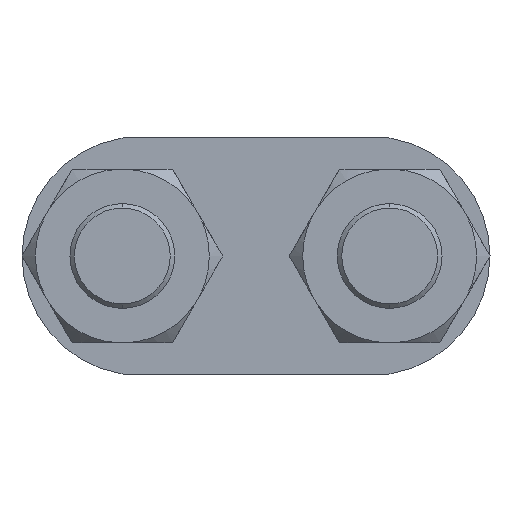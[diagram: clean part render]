
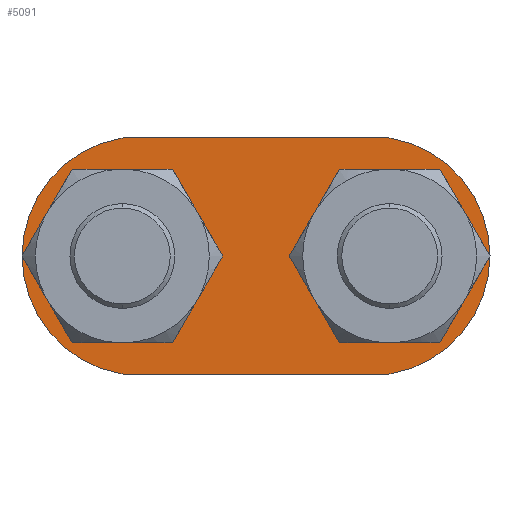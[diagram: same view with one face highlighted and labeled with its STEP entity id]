
A CAD part, front view. The second image highlights one B-rep face of the part: STEP entity #5091.
In plain terms, the highlighted planar face has unit normal (0, -1, 0).
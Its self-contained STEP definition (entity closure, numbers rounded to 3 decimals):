
#83 = EDGE_CURVE ( 'NONE', #5214, #2359, #2452, .T. ) ;
#179 = CIRCLE ( 'NONE', #6660, 3.1 ) ;
#209 = VERTEX_POINT ( 'NONE', #4438 ) ;
#275 = FACE_BOUND ( 'NONE', #6386, .T. ) ;
#325 = EDGE_LOOP ( 'NONE', ( #6351, #2074 ) ) ;
#354 = PLANE ( 'NONE',  #6172 ) ;
#371 = ORIENTED_EDGE ( 'NONE', *, *, #870, .F. ) ;
#495 = CARTESIAN_POINT ( 'NONE',  ( 6.094, 0., -5.284 ) ) ;
#500 = AXIS2_PLACEMENT_3D ( 'NONE', #923, #4223, #6394 ) ;
#543 = CARTESIAN_POINT ( 'NONE',  ( -5.914, 0., 5.3 ) ) ;
#595 = CARTESIAN_POINT ( 'NONE',  ( 5.129, 0., 0. ) ) ;
#664 = CARTESIAN_POINT ( 'NONE',  ( -6., 0., -3.1 ) ) ;
#734 = B_SPLINE_CURVE_WITH_KNOTS ( 'NONE', 3,
 ( #3738, #3289, #1670, #5387 ),
 .UNSPECIFIED., .F., .F.,
 ( 4, 4 ),
 ( 0., 0. ),
 .UNSPECIFIED. ) ;
#869 = CARTESIAN_POINT ( 'NONE',  ( -5.129, 0., 0. ) ) ;
#870 = EDGE_CURVE ( 'NONE', #209, #1687, #1441, .T. ) ;
#883 = VERTEX_POINT ( 'NONE', #6787 ) ;
#890 = ORIENTED_EDGE ( 'NONE', *, *, #1290, .F. ) ;
#913 = VERTEX_POINT ( 'NONE', #4129 ) ;
#923 = CARTESIAN_POINT ( 'NONE',  ( 6., 0., 0. ) ) ;
#937 = DIRECTION ( 'NONE',  ( 0., 0., 1. ) ) ;
#1006 = LINE ( 'NONE', #1483, #4375 ) ;
#1028 = CARTESIAN_POINT ( 'NONE',  ( -6.034, 0., 5.295 ) ) ;
#1181 = DIRECTION ( 'NONE',  ( 0., -1., 0. ) ) ;
#1258 = ORIENTED_EDGE ( 'NONE', *, *, #4640, .F. ) ;
#1290 = EDGE_CURVE ( 'NONE', #5214, #1394, #1006, .T. ) ;
#1359 = DIRECTION ( 'NONE',  ( 0., 0., -1. ) ) ;
#1394 = VERTEX_POINT ( 'NONE', #5494 ) ;
#1441 = CIRCLE ( 'NONE', #3698, 5.371 ) ;
#1470 = AXIS2_PLACEMENT_3D ( 'NONE', #2267, #1181, #6087 ) ;
#1483 = CARTESIAN_POINT ( 'NONE',  ( 6., 0., -5.3 ) ) ;
#1510 = DIRECTION ( 'NONE',  ( -1., 0., 0. ) ) ;
#1548 = DIRECTION ( 'NONE',  ( 0., 1., 0. ) ) ;
#1588 = CARTESIAN_POINT ( 'NONE',  ( -5.914, 0., -5.3 ) ) ;
#1654 = EDGE_CURVE ( 'NONE', #6853, #883, #4651, .T. ) ;
#1670 = CARTESIAN_POINT ( 'NONE',  ( 5.975, 0., 5.3 ) ) ;
#1687 = VERTEX_POINT ( 'NONE', #4542 ) ;
#1711 = DIRECTION ( 'NONE',  ( 0., 1., 0. ) ) ;
#1778 = DIRECTION ( 'NONE',  ( 0., 0., -1. ) ) ;
#1926 = CARTESIAN_POINT ( 'NONE',  ( 6., 0., 0. ) ) ;
#2074 = ORIENTED_EDGE ( 'NONE', *, *, #3538, .F. ) ;
#2106 = CARTESIAN_POINT ( 'NONE',  ( -5.975, 0., -5.3 ) ) ;
#2114 = CARTESIAN_POINT ( 'NONE',  ( 5.975, 0., -5.3 ) ) ;
#2267 = CARTESIAN_POINT ( 'NONE',  ( -6., 0., 0. ) ) ;
#2359 = VERTEX_POINT ( 'NONE', #495 ) ;
#2392 = DIRECTION ( 'NONE',  ( 0., -1., 0. ) ) ;
#2396 = CARTESIAN_POINT ( 'NONE',  ( -6., 0., 3.1 ) ) ;
#2452 = B_SPLINE_CURVE_WITH_KNOTS ( 'NONE', 3,
 ( #5340, #2114, #5252, #3159 ),
 .UNSPECIFIED., .F., .F.,
 ( 4, 4 ),
 ( 0., 0. ),
 .UNSPECIFIED. ) ;
#2561 = CIRCLE ( 'NONE', #1470, 3.1 ) ;
#2940 = VERTEX_POINT ( 'NONE', #2396 ) ;
#2987 = CIRCLE ( 'NONE', #5192, 3.1 ) ;
#3090 = AXIS2_PLACEMENT_3D ( 'NONE', #595, #1711, #1778 ) ;
#3159 = CARTESIAN_POINT ( 'NONE',  ( 6.094, 0., -5.284 ) ) ;
#3178 = EDGE_CURVE ( 'NONE', #209, #1394, #4400, .T. ) ;
#3197 = CARTESIAN_POINT ( 'NONE',  ( -6.094, 0., -5.284 ) ) ;
#3289 = CARTESIAN_POINT ( 'NONE',  ( 6.034, 0., 5.295 ) ) ;
#3323 = DIRECTION ( 'NONE',  ( 1., 0., 0. ) ) ;
#3433 = DIRECTION ( 'NONE',  ( 0., 0., 1. ) ) ;
#3538 = EDGE_CURVE ( 'NONE', #2940, #4638, #2561, .T. ) ;
#3554 = ORIENTED_EDGE ( 'NONE', *, *, #1654, .F. ) ;
#3698 = AXIS2_PLACEMENT_3D ( 'NONE', #869, #4663, #937 ) ;
#3738 = CARTESIAN_POINT ( 'NONE',  ( 6.094, 0., 5.284 ) ) ;
#3756 = ORIENTED_EDGE ( 'NONE', *, *, #5162, .T. ) ;
#3823 = ORIENTED_EDGE ( 'NONE', *, *, #83, .T. ) ;
#3873 = VERTEX_POINT ( 'NONE', #6970 ) ;
#3995 = VERTEX_POINT ( 'NONE', #4382 ) ;
#4129 = CARTESIAN_POINT ( 'NONE',  ( 6., 0., -3.1 ) ) ;
#4223 = DIRECTION ( 'NONE',  ( 0., -1., 0. ) ) ;
#4256 = CARTESIAN_POINT ( 'NONE',  ( -5.975, 0., 5.3 ) ) ;
#4274 = ORIENTED_EDGE ( 'NONE', *, *, #3178, .T. ) ;
#4312 = CARTESIAN_POINT ( 'NONE',  ( -6.034, 0., -5.295 ) ) ;
#4318 = FACE_OUTER_BOUND ( 'NONE', #5839, .T. ) ;
#4375 = VECTOR ( 'NONE', #1510, 1000. ) ;
#4382 = CARTESIAN_POINT ( 'NONE',  ( 6., 0., 3.1 ) ) ;
#4400 = B_SPLINE_CURVE_WITH_KNOTS ( 'NONE', 3,
 ( #3197, #4312, #2106, #1588 ),
 .UNSPECIFIED., .F., .F.,
 ( 4, 4 ),
 ( 0., 0. ),
 .UNSPECIFIED. ) ;
#4438 = CARTESIAN_POINT ( 'NONE',  ( -6.094, 0., -5.284 ) ) ;
#4542 = CARTESIAN_POINT ( 'NONE',  ( -6.094, 0., 5.284 ) ) ;
#4605 = DIRECTION ( 'NONE',  ( 0., -1., 0. ) ) ;
#4638 = VERTEX_POINT ( 'NONE', #664 ) ;
#4640 = EDGE_CURVE ( 'NONE', #3873, #2359, #5243, .T. ) ;
#4651 = LINE ( 'NONE', #5503, #5961 ) ;
#4663 = DIRECTION ( 'NONE',  ( 0., 1., 0. ) ) ;
#4712 = EDGE_CURVE ( 'NONE', #3995, #913, #2987, .T. ) ;
#4749 = FACE_BOUND ( 'NONE', #325, .T. ) ;
#4789 = CARTESIAN_POINT ( 'NONE',  ( -5.129, 0., 0. ) ) ;
#4808 = CARTESIAN_POINT ( 'NONE',  ( -6.094, 0., 5.284 ) ) ;
#4874 = ORIENTED_EDGE ( 'NONE', *, *, #4712, .F. ) ;
#5091 = ADVANCED_FACE ( 'NONE', ( #4749, #275, #4318 ), #354, .F. ) ;
#5162 = EDGE_CURVE ( 'NONE', #3873, #883, #734, .T. ) ;
#5192 = AXIS2_PLACEMENT_3D ( 'NONE', #1926, #4605, #1359 ) ;
#5214 = VERTEX_POINT ( 'NONE', #5453 ) ;
#5243 = CIRCLE ( 'NONE', #3090, 5.371 ) ;
#5252 = CARTESIAN_POINT ( 'NONE',  ( 6.034, 0., -5.295 ) ) ;
#5273 = ORIENTED_EDGE ( 'NONE', *, *, #6904, .T. ) ;
#5340 = CARTESIAN_POINT ( 'NONE',  ( 5.914, 0., -5.3 ) ) ;
#5387 = CARTESIAN_POINT ( 'NONE',  ( 5.914, 0., 5.3 ) ) ;
#5424 = EDGE_CURVE ( 'NONE', #4638, #2940, #179, .T. ) ;
#5453 = CARTESIAN_POINT ( 'NONE',  ( 5.914, 0., -5.3 ) ) ;
#5494 = CARTESIAN_POINT ( 'NONE',  ( -5.914, 0., -5.3 ) ) ;
#5503 = CARTESIAN_POINT ( 'NONE',  ( 6., 0., 5.3 ) ) ;
#5596 = CARTESIAN_POINT ( 'NONE',  ( -6., 0., 0. ) ) ;
#5767 = CIRCLE ( 'NONE', #500, 3.1 ) ;
#5839 = EDGE_LOOP ( 'NONE', ( #1258, #3756, #3554, #5273, #371, #4274, #890, #3823 ) ) ;
#5959 = ORIENTED_EDGE ( 'NONE', *, *, #6454, .F. ) ;
#5961 = VECTOR ( 'NONE', #3323, 1000. ) ;
#6087 = DIRECTION ( 'NONE',  ( 0., 0., 1. ) ) ;
#6172 = AXIS2_PLACEMENT_3D ( 'NONE', #4789, #1548, #6370 ) ;
#6351 = ORIENTED_EDGE ( 'NONE', *, *, #5424, .F. ) ;
#6370 = DIRECTION ( 'NONE',  ( 0., 0., 1. ) ) ;
#6386 = EDGE_LOOP ( 'NONE', ( #5959, #4874 ) ) ;
#6394 = DIRECTION ( 'NONE',  ( 0., 0., -1. ) ) ;
#6454 = EDGE_CURVE ( 'NONE', #913, #3995, #5767, .T. ) ;
#6660 = AXIS2_PLACEMENT_3D ( 'NONE', #5596, #2392, #3433 ) ;
#6781 = B_SPLINE_CURVE_WITH_KNOTS ( 'NONE', 3,
 ( #6912, #4256, #1028, #4808 ),
 .UNSPECIFIED., .F., .F.,
 ( 4, 4 ),
 ( 0., 0. ),
 .UNSPECIFIED. ) ;
#6787 = CARTESIAN_POINT ( 'NONE',  ( 5.914, 0., 5.3 ) ) ;
#6853 = VERTEX_POINT ( 'NONE', #543 ) ;
#6904 = EDGE_CURVE ( 'NONE', #6853, #1687, #6781, .T. ) ;
#6912 = CARTESIAN_POINT ( 'NONE',  ( -5.914, 0., 5.3 ) ) ;
#6970 = CARTESIAN_POINT ( 'NONE',  ( 6.094, 0., 5.284 ) ) ;
